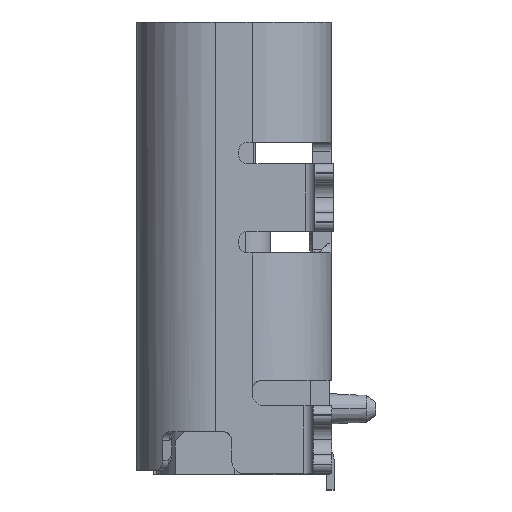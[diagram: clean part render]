
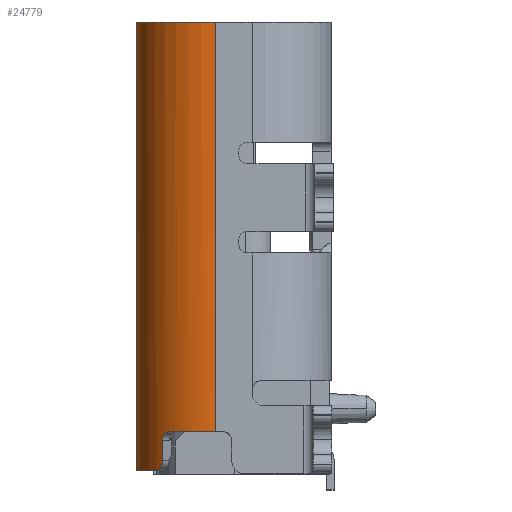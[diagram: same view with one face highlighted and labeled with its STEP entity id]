
A CAD part, left-side view. The second image highlights one B-rep face of the part: STEP entity #24779.
In plain terms, the highlighted cylindrical face has radius 1.28 mm (diameter 2.56 mm), a partial arc.
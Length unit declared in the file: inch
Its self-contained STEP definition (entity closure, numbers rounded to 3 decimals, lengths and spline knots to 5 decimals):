
#73 = DIRECTION ( 'NONE',  ( -1., 0., 0. ) ) ;
#105 = ORIENTED_EDGE ( 'NONE', *, *, #20661, .T. ) ;
#632 = EDGE_CURVE ( 'NONE', #22152, #2136, #17199, .T. ) ;
#996 = CARTESIAN_POINT ( 'NONE',  ( -0.16353, 0.045, -0.26466 ) ) ;
#1129 = CARTESIAN_POINT ( 'NONE',  ( -0.12559, 0.01181, -0.26181 ) ) ;
#1457 = ORIENTED_EDGE ( 'NONE', *, *, #10933, .T. ) ;
#1583 = CARTESIAN_POINT ( 'NONE',  ( -0.1627, 0.04593, -0.28353 ) ) ;
#1938 = DIRECTION ( 'NONE',  ( 0., 0., 1. ) ) ;
#2073 = B_SPLINE_CURVE_WITH_KNOTS ( 'NONE', 3,
 ( #8905, #26266, #17799, #19393 ),
 .UNSPECIFIED., .F., .F.,
 ( 4, 4 ),
 ( 0., 1. ),
 .UNSPECIFIED. ) ;
#2136 = VERTEX_POINT ( 'NONE', #25638 ) ;
#2721 = CARTESIAN_POINT ( 'NONE',  ( -0.16496, 0.04329, -0.26245 ) ) ;
#3006 = CARTESIAN_POINT ( 'NONE',  ( -0.16682, 0.04079, -0.26181 ) ) ;
#3914 = CARTESIAN_POINT ( 'NONE',  ( -0.17598, 0.01181, -0.26181 ) ) ;
#3979 = ORIENTED_EDGE ( 'NONE', *, *, #9816, .F. ) ;
#4552 = DIRECTION ( 'NONE',  ( -0.818, 0.575, 0. ) ) ;
#4565 = CIRCLE ( 'NONE', #21067, 0.05039 ) ;
#5284 = CARTESIAN_POINT ( 'NONE',  ( -0.1631, 0.04546, -0.26608 ) ) ;
#5458 = DIRECTION ( 'NONE',  ( 0., 0., 1. ) ) ;
#5877 = CYLINDRICAL_SURFACE ( 'NONE', #14344, 0.05039 ) ;
#6947 = CIRCLE ( 'NONE', #16575, 0.05039 ) ;
#7339 = CARTESIAN_POINT ( 'NONE',  ( -0.16309, 0.04547, -0.28051 ) ) ;
#7640 = CARTESIAN_POINT ( 'NONE',  ( -0.175, 0.02172, -0.26181 ) ) ;
#8740 = CARTESIAN_POINT ( 'NONE',  ( -0.15871, 0.0498, -0.28642 ) ) ;
#8905 = CARTESIAN_POINT ( 'NONE',  ( -0.16309, 0.04547, -0.26772 ) ) ;
#8940 = LINE ( 'NONE', #17403, #14759 ) ;
#9091 = EDGE_CURVE ( 'NONE', #2136, #15942, #6947, .T. ) ;
#9385 = ORIENTED_EDGE ( 'NONE', *, *, #632, .T. ) ;
#9446 = CARTESIAN_POINT ( 'NONE',  ( -0.16591, 0.04208, -0.26181 ) ) ;
#9816 = EDGE_CURVE ( 'NONE', #19458, #14256, #8940, .T. ) ;
#9922 = EDGE_CURVE ( 'NONE', #14813, #23012, #12840, .T. ) ;
#10041 = FACE_OUTER_BOUND ( 'NONE', #15426, .T. ) ;
#10351 = EDGE_CURVE ( 'NONE', #18687, #14256, #4565, .T. ) ;
#10933 = EDGE_CURVE ( 'NONE', #19458, #21292, #20629, .T. ) ;
#11373 = CARTESIAN_POINT ( 'NONE',  ( -0.12559, 0.01181, -0.26181 ) ) ;
#11945 = VERTEX_POINT ( 'NONE', #27469 ) ;
#12840 = B_SPLINE_CURVE_WITH_KNOTS ( 'NONE', 3,
 ( #25650, #27673, #27529, #1583, #19077, #7339 ),
 .UNSPECIFIED., .F., .F.,
 ( 4, 2, 4 ),
 ( 0., 0.5, 1. ),
 .UNSPECIFIED. ) ;
#12845 = EDGE_CURVE ( 'NONE', #11945, #14813, #25738, .T. ) ;
#12999 = ORIENTED_EDGE ( 'NONE', *, *, #17763, .F. ) ;
#14256 = VERTEX_POINT ( 'NONE', #3914 ) ;
#14344 = AXIS2_PLACEMENT_3D ( 'NONE', #22833, #5458, #27552 ) ;
#14759 = VECTOR ( 'NONE', #17701, 39.37008 ) ;
#14813 = VERTEX_POINT ( 'NONE', #8740 ) ;
#15339 = CARTESIAN_POINT ( 'NONE',  ( -0.17206, 0.0313, -0.26181 ) ) ;
#15426 = EDGE_LOOP ( 'NONE', ( #24825, #3979, #1457, #17054, #16591, #15469, #12999, #9385, #24645, #105 ) ) ;
#15460 = DIRECTION ( 'NONE',  ( 0., 0., 1. ) ) ;
#15469 = ORIENTED_EDGE ( 'NONE', *, *, #9922, .T. ) ;
#15533 = CARTESIAN_POINT ( 'NONE',  ( -0.12559, 0.01181, 0. ) ) ;
#15942 = VERTEX_POINT ( 'NONE', #15339 ) ;
#16575 = AXIS2_PLACEMENT_3D ( 'NONE', #22488, #15460, #4552 ) ;
#16591 = ORIENTED_EDGE ( 'NONE', *, *, #12845, .T. ) ;
#16735 = DIRECTION ( 'NONE',  ( -0.98, 0.197, 0. ) ) ;
#17050 = CARTESIAN_POINT ( 'NONE',  ( -0.12559, 0.0622, 0. ) ) ;
#17054 = ORIENTED_EDGE ( 'NONE', *, *, #19282, .T. ) ;
#17098 = CARTESIAN_POINT ( 'NONE',  ( -0.16309, 0.04547, -0.26772 ) ) ;
#17199 = B_SPLINE_CURVE_WITH_KNOTS ( 'NONE', 3,
 ( #21950, #5284, #996, #2721, #9446, #3006 ),
 .UNSPECIFIED., .F., .F.,
 ( 4, 2, 4 ),
 ( 0., 0.5, 1. ),
 .UNSPECIFIED. ) ;
#17403 = CARTESIAN_POINT ( 'NONE',  ( -0.17598, 0.01181, 0. ) ) ;
#17701 = DIRECTION ( 'NONE',  ( 0., 0., -1. ) ) ;
#17763 = EDGE_CURVE ( 'NONE', #22152, #23012, #2073, .T. ) ;
#17770 = CARTESIAN_POINT ( 'NONE',  ( -0.12559, 0.0622, 0. ) ) ;
#17799 = CARTESIAN_POINT ( 'NONE',  ( -0.16309, 0.04547, -0.27625 ) ) ;
#17834 = DIRECTION ( 'NONE',  ( 0., 0., -1. ) ) ;
#18687 = VERTEX_POINT ( 'NONE', #7640 ) ;
#19077 = CARTESIAN_POINT ( 'NONE',  ( -0.16308, 0.04548, -0.28215 ) ) ;
#19282 = EDGE_CURVE ( 'NONE', #21292, #11945, #25952, .T. ) ;
#19393 = CARTESIAN_POINT ( 'NONE',  ( -0.16309, 0.04547, -0.28051 ) ) ;
#19458 = VERTEX_POINT ( 'NONE', #26796 ) ;
#19583 = DIRECTION ( 'NONE',  ( 0., 1., 0. ) ) ;
#19716 = AXIS2_PLACEMENT_3D ( 'NONE', #15533, #17834, #73 ) ;
#19795 = AXIS2_PLACEMENT_3D ( 'NONE', #24296, #1938, #19583 ) ;
#20150 = DIRECTION ( 'NONE',  ( 0., 0., 1. ) ) ;
#20629 = CIRCLE ( 'NONE', #19716, 0.05039 ) ;
#20661 = EDGE_CURVE ( 'NONE', #15942, #18687, #21047, .T. ) ;
#20999 = DIRECTION ( 'NONE',  ( -0.922, 0.387, 0. ) ) ;
#21047 = CIRCLE ( 'NONE', #24701, 0.05039 ) ;
#21067 = AXIS2_PLACEMENT_3D ( 'NONE', #1129, #27644, #16735 ) ;
#21292 = VERTEX_POINT ( 'NONE', #17050 ) ;
#21410 = VECTOR ( 'NONE', #22078, 39.37008 ) ;
#21950 = CARTESIAN_POINT ( 'NONE',  ( -0.16309, 0.04547, -0.26772 ) ) ;
#22078 = DIRECTION ( 'NONE',  ( 0., 0., -1. ) ) ;
#22152 = VERTEX_POINT ( 'NONE', #17098 ) ;
#22488 = CARTESIAN_POINT ( 'NONE',  ( -0.12559, 0.01181, -0.26181 ) ) ;
#22833 = CARTESIAN_POINT ( 'NONE',  ( -0.12559, 0.01181, -0.1433 ) ) ;
#23012 = VERTEX_POINT ( 'NONE', #28219 ) ;
#24296 = CARTESIAN_POINT ( 'NONE',  ( -0.12559, 0.01181, -0.28642 ) ) ;
#24645 = ORIENTED_EDGE ( 'NONE', *, *, #9091, .T. ) ;
#24701 = AXIS2_PLACEMENT_3D ( 'NONE', #11373, #20150, #20999 ) ;
#24779 = ADVANCED_FACE ( 'NONE', ( #10041 ), #5877, .T. ) ;
#24825 = ORIENTED_EDGE ( 'NONE', *, *, #10351, .T. ) ;
#25638 = CARTESIAN_POINT ( 'NONE',  ( -0.16682, 0.04079, -0.26181 ) ) ;
#25650 = CARTESIAN_POINT ( 'NONE',  ( -0.15871, 0.0498, -0.28642 ) ) ;
#25738 = CIRCLE ( 'NONE', #19795, 0.05039 ) ;
#25952 = LINE ( 'NONE', #17770, #21410 ) ;
#26266 = CARTESIAN_POINT ( 'NONE',  ( -0.16309, 0.04547, -0.27198 ) ) ;
#26796 = CARTESIAN_POINT ( 'NONE',  ( -0.17598, 0.01181, 0. ) ) ;
#27469 = CARTESIAN_POINT ( 'NONE',  ( -0.12559, 0.0622, -0.28642 ) ) ;
#27529 = CARTESIAN_POINT ( 'NONE',  ( -0.1611, 0.04759, -0.28579 ) ) ;
#27552 = DIRECTION ( 'NONE',  ( 0.051, 0.999, 0. ) ) ;
#27644 = DIRECTION ( 'NONE',  ( 0., 0., 1. ) ) ;
#27673 = CARTESIAN_POINT ( 'NONE',  ( -0.16002, 0.04865, -0.28642 ) ) ;
#28219 = CARTESIAN_POINT ( 'NONE',  ( -0.16309, 0.04547, -0.28051 ) ) ;
